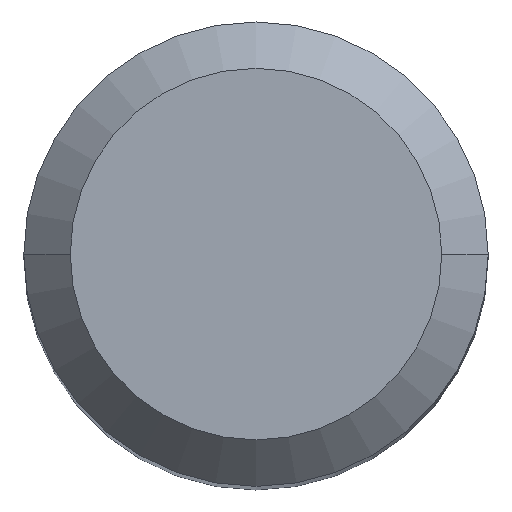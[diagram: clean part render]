
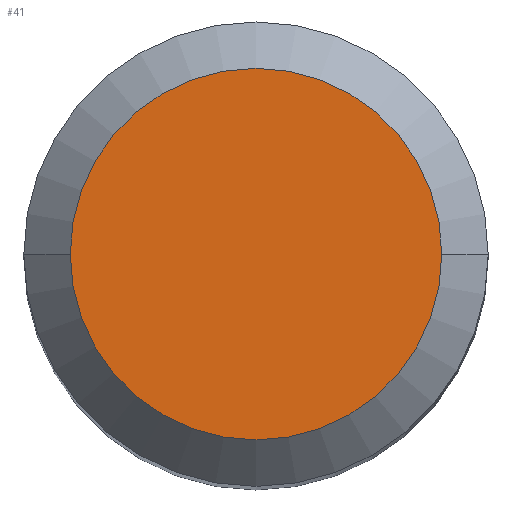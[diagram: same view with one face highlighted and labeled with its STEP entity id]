
A CAD part, top view. The second image highlights one B-rep face of the part: STEP entity #41.
In plain terms, the highlighted planar face has unit normal (0, 0, 1).
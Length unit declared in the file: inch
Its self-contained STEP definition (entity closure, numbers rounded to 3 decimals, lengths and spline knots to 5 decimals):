
#41 = ADVANCED_FACE ( 'NONE', ( #57 ), #136, .F. ) ;
#54 = ORIENTED_EDGE ( 'NONE', *, *, #390, .T. ) ;
#57 = FACE_OUTER_BOUND ( 'NONE', #202, .T. ) ;
#67 = DIRECTION ( 'NONE',  ( -1., 0., 0. ) ) ;
#93 = AXIS2_PLACEMENT_3D ( 'NONE', #257, #415, #176 ) ;
#94 = CARTESIAN_POINT ( 'NONE',  ( 0., 0., 0. ) ) ;
#136 = PLANE ( 'NONE',  #397 ) ;
#176 = DIRECTION ( 'NONE',  ( 1., 0., 0. ) ) ;
#202 = EDGE_LOOP ( 'NONE', ( #421, #54 ) ) ;
#213 = CARTESIAN_POINT ( 'NONE',  ( -0.126, 0., 0. ) ) ;
#226 = CARTESIAN_POINT ( 'NONE',  ( 0., 0., 0. ) ) ;
#234 = VERTEX_POINT ( 'NONE', #213 ) ;
#249 = DIRECTION ( 'NONE',  ( 0., 0., -1. ) ) ;
#257 = CARTESIAN_POINT ( 'NONE',  ( 0., 0., 0. ) ) ;
#298 = DIRECTION ( 'NONE',  ( 1., 0., 0. ) ) ;
#315 = AXIS2_PLACEMENT_3D ( 'NONE', #226, #479, #298 ) ;
#318 = EDGE_CURVE ( 'NONE', #234, #429, #481, .T. ) ;
#373 = CIRCLE ( 'NONE', #315, 0.126 ) ;
#390 = EDGE_CURVE ( 'NONE', #429, #234, #373, .T. ) ;
#397 = AXIS2_PLACEMENT_3D ( 'NONE', #94, #249, #67 ) ;
#415 = DIRECTION ( 'NONE',  ( 0., 0., 1. ) ) ;
#421 = ORIENTED_EDGE ( 'NONE', *, *, #318, .T. ) ;
#429 = VERTEX_POINT ( 'NONE', #448 ) ;
#448 = CARTESIAN_POINT ( 'NONE',  ( 0.126, 0., 0. ) ) ;
#479 = DIRECTION ( 'NONE',  ( 0., 0., 1. ) ) ;
#481 = CIRCLE ( 'NONE', #93, 0.126 ) ;
